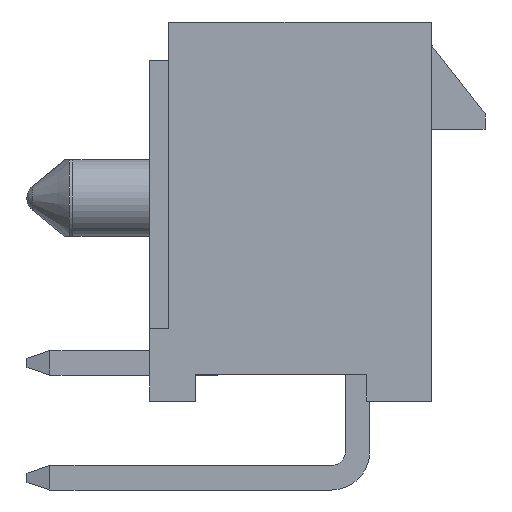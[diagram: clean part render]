
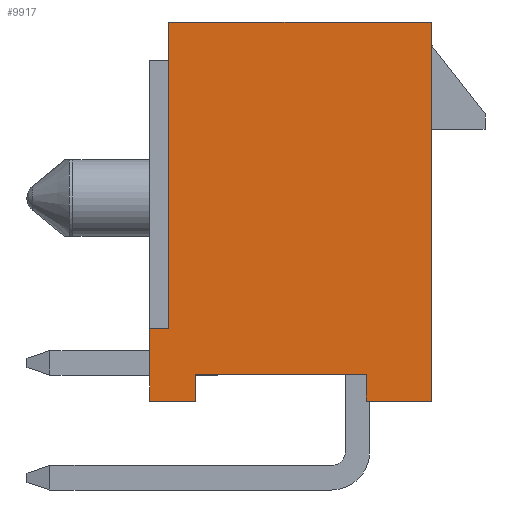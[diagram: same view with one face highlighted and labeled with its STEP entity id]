
A CAD part, left-side view. The second image highlights one B-rep face of the part: STEP entity #9917.
In plain terms, the highlighted planar face has unit normal (-1, 0, 0).
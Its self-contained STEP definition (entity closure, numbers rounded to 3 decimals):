
#1116=ORIENTED_EDGE('',*,*,#3915,.F.);
#1117=ORIENTED_EDGE('',*,*,#3916,.T.);
#1118=ORIENTED_EDGE('',*,*,#3687,.T.);
#1119=ORIENTED_EDGE('',*,*,#3588,.T.);
#1120=ORIENTED_EDGE('',*,*,#3581,.T.);
#1121=ORIENTED_EDGE('',*,*,#3905,.T.);
#1122=ORIENTED_EDGE('',*,*,#3799,.T.);
#1123=ORIENTED_EDGE('',*,*,#3917,.F.);
#1124=ORIENTED_EDGE('',*,*,#3918,.T.);
#1125=ORIENTED_EDGE('',*,*,#3776,.T.);
#3581=EDGE_CURVE('',#4980,#4979,#5964,.T.);
#3588=EDGE_CURVE('',#4986,#4980,#5971,.T.);
#3687=EDGE_CURVE('',#5072,#4986,#6061,.T.);
#3776=EDGE_CURVE('',#5149,#5148,#6141,.T.);
#3799=EDGE_CURVE('',#5164,#5163,#6164,.T.);
#3905=EDGE_CURVE('',#4979,#5164,#6270,.T.);
#3915=EDGE_CURVE('',#5265,#5148,#6280,.T.);
#3916=EDGE_CURVE('',#5265,#5072,#6281,.T.);
#3917=EDGE_CURVE('',#5266,#5163,#6282,.T.);
#3918=EDGE_CURVE('',#5266,#5149,#6283,.T.);
#4979=VERTEX_POINT('',#14365);
#4980=VERTEX_POINT('',#14367);
#4986=VERTEX_POINT('',#14381);
#5072=VERTEX_POINT('',#14580);
#5148=VERTEX_POINT('',#14762);
#5149=VERTEX_POINT('',#14764);
#5163=VERTEX_POINT('',#14801);
#5164=VERTEX_POINT('',#14803);
#5265=VERTEX_POINT('',#15023);
#5266=VERTEX_POINT('',#15026);
#5964=LINE('',#14366,#7311);
#5971=LINE('',#14380,#7318);
#6061=LINE('',#14583,#7408);
#6141=LINE('',#14763,#7488);
#6164=LINE('',#14802,#7511);
#6270=LINE('',#15009,#7617);
#6280=LINE('',#15022,#7627);
#6281=LINE('',#15024,#7628);
#6282=LINE('',#15025,#7629);
#6283=LINE('',#15027,#7630);
#7311=VECTOR('',#11559,1000.);
#7318=VECTOR('',#11568,1000.);
#7408=VECTOR('',#11692,1000.);
#7488=VECTOR('',#11806,1000.);
#7511=VECTOR('',#11831,1000.);
#7617=VECTOR('',#11939,1000.);
#7627=VECTOR('',#11953,1000.);
#7628=VECTOR('',#11954,1000.);
#7629=VECTOR('',#11955,1000.);
#7630=VECTOR('',#11956,1000.);
#8428=EDGE_LOOP('',(#1116,#1117,#1118,#1119,#1120,#1121,#1122,#1123,#1124,
#1125));
#8965=FACE_BOUND('',#8428,.T.);
#9473=PLANE('',#10499);
#9917=ADVANCED_FACE('',(#8965),#9473,.T.);
#10499=AXIS2_PLACEMENT_3D('',#15021,#11951,#11952);
#11559=DIRECTION('',(0.,0.,1.));
#11568=DIRECTION('',(0.,-1.,0.));
#11692=DIRECTION('',(0.,0.,-1.));
#11806=DIRECTION('',(0.,-1.,0.));
#11831=DIRECTION('',(0.,0.,-1.));
#11939=DIRECTION('',(0.,1.,0.));
#11951=DIRECTION('',(-1.,0.,0.));
#11952=DIRECTION('',(0.,0.,1.));
#11953=DIRECTION('',(0.,0.,-1.));
#11954=DIRECTION('',(0.,-1.,0.));
#11955=DIRECTION('',(0.,-1.,0.));
#11956=DIRECTION('',(0.,0.,-1.));
#14365=CARTESIAN_POINT('',(-16.85,-3.43,4.95));
#14366=CARTESIAN_POINT('',(-16.85,-3.43,-4.95));
#14367=CARTESIAN_POINT('',(-16.85,-3.43,-4.95));
#14380=CARTESIAN_POINT('',(-16.85,3.43,-4.95));
#14381=CARTESIAN_POINT('',(-16.85,-1.73,-4.95));
#14580=CARTESIAN_POINT('',(-16.85,-1.73,-4.25));
#14583=CARTESIAN_POINT('',(-16.85,-1.73,-3.95));
#14762=CARTESIAN_POINT('',(-16.85,2.73,-4.95));
#14763=CARTESIAN_POINT('',(-16.85,3.43,-4.95));
#14764=CARTESIAN_POINT('',(-16.85,3.93,-4.95));
#14801=CARTESIAN_POINT('',(-16.85,3.43,-3.05));
#14802=CARTESIAN_POINT('',(-16.85,3.43,4.95));
#14803=CARTESIAN_POINT('',(-16.85,3.43,4.95));
#15009=CARTESIAN_POINT('',(-16.85,-3.43,4.95));
#15021=CARTESIAN_POINT('',(-16.85,0.,0.));
#15022=CARTESIAN_POINT('',(-16.85,2.73,-3.95));
#15023=CARTESIAN_POINT('',(-16.85,2.73,-4.25));
#15024=CARTESIAN_POINT('',(-16.85,2.73,-4.25));
#15025=CARTESIAN_POINT('',(-16.85,3.93,-3.05));
#15026=CARTESIAN_POINT('',(-16.85,3.93,-3.05));
#15027=CARTESIAN_POINT('',(-16.85,3.93,-3.05));
